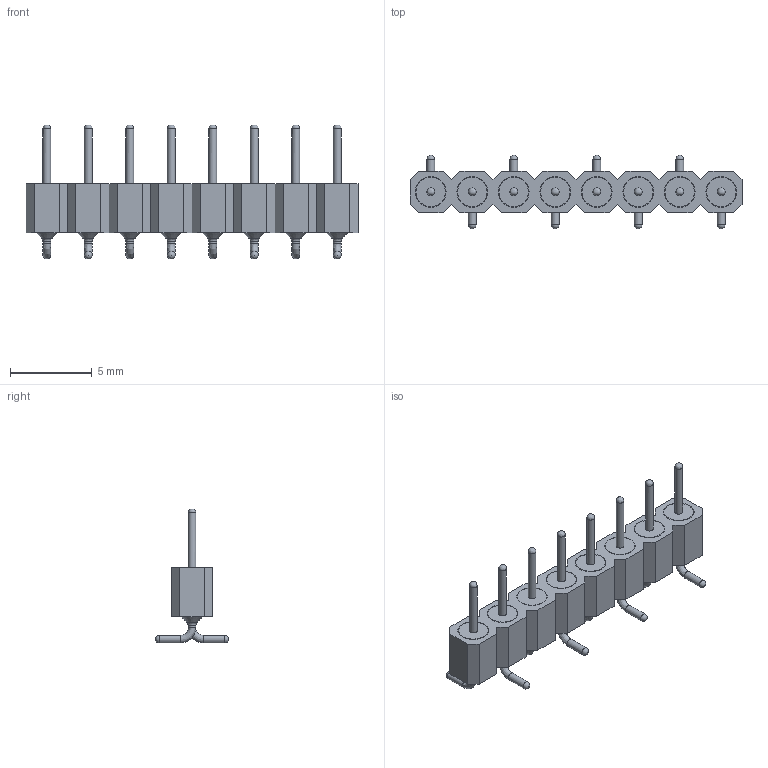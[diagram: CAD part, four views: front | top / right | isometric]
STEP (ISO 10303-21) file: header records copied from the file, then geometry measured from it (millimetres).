
FILE_DESCRIPTION( ('This file contains a STEP AP42 implementation' ,'as created by ZW3D STEP Interface translator.') ,'2;1' );
FILE_NAME( '3510-301XXMXX100X2.stp' ,'231012. 9 753', (''), ('ZWCAD Software Co.'), 'Version 1.0', 'ZW3D to STEP translator', '' );
FILE_SCHEMA(('AUTOMOTIVE_DESIGN { 1 0 10303 214 1 1 1 1 }'));
Length unit declared in the file: millimetre
Products named in the file (2): 0; 3510-30104MG0100R1.stpWZH
Bounding box: 20.32 x 4.5 x 8.2 mm (x, y, z)
Volume: 149 mm3; surface area: 547.5 mm2
Topology: 1 solids, 9 shells, 204 faces, 462 edges, 284 vertices
Faces by surface type: plane 84, cylinder 72, bspline 24, cone 16, sphere 8
Full cylindrical faces by diameter (mm): 0.47 x24, 1.35 x16, 1.45 x16, 1.81 x8, 1.88 x8
Entity records: 7132 total; most frequent: CARTESIAN_POINT 2375, DIRECTION 968, ORIENTED_EDGE 876, EDGE_CURVE 438, AXIS2_PLACEMENT_3D 365, VERTEX_POINT 284, EDGE_LOOP 252, VECTOR 238
